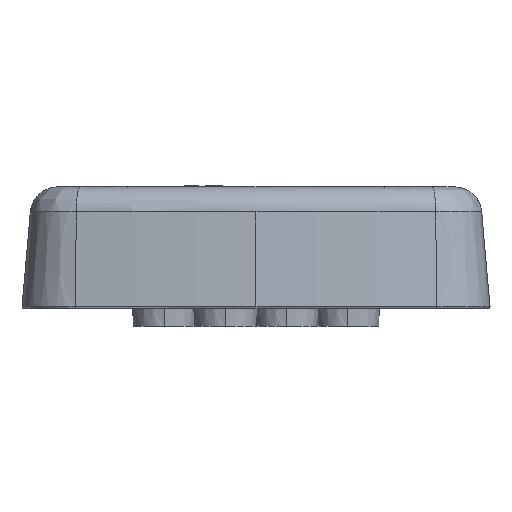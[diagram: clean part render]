
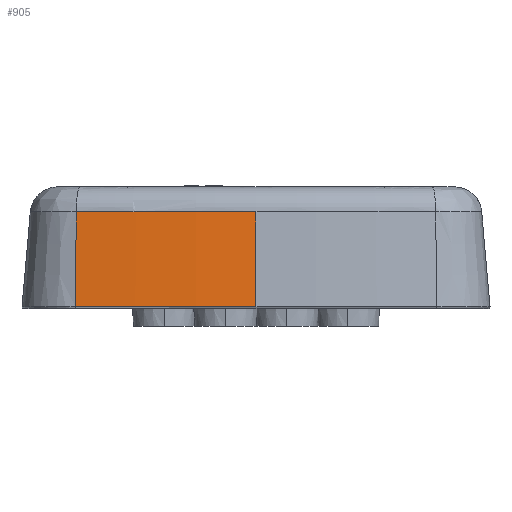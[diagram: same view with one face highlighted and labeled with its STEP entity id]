
A CAD part, front view. The second image highlights one B-rep face of the part: STEP entity #905.
In plain terms, the highlighted conical face has half-angle 5 degrees and reference radius 182.518 mm.
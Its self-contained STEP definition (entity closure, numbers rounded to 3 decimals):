
#330=AXIS2_PLACEMENT_3D('Circle Axis2P3D',#328,#329,$) ;
#878=AXIS2_PLACEMENT_3D('Cone Axis2P3D',#875,#876,#877) ;
#896=AXIS2_PLACEMENT_3D('Circle Axis2P3D',#894,#895,$) ;
#325=CARTESIAN_POINT('Vertex',(6.737,2.401,14.196)) ;
#328=CARTESIAN_POINT('Axis2P3D Location',(29.033,183.033,14.196)) ;
#332=CARTESIAN_POINT('Vertex',(29.033,1.031,14.196)) ;
#875=CARTESIAN_POINT('Axis2P3D Location',(29.033,183.033,8.307)) ;
#880=CARTESIAN_POINT('Line Origine',(29.033,-43486.097,-497045.946)) ;
#884=CARTESIAN_POINT('Vertex',(29.033,0.,2.417)) ;
#887=CARTESIAN_POINT('Line Origine',(-5320.746,-43157.165,-497045.946)) ;
#891=CARTESIAN_POINT('Vertex',(6.611,1.379,2.417)) ;
#894=CARTESIAN_POINT('Axis2P3D Location',(29.033,183.033,2.417)) ;
#329=DIRECTION('Axis2P3D Direction',(0.,-0.,1.)) ;
#876=DIRECTION('Axis2P3D Direction',(0.,0.,-1.)) ;
#877=DIRECTION('Axis2P3D XDirection',(0.,-1.,0.)) ;
#881=DIRECTION('Vector Direction',(0.,-0.087,-0.996)) ;
#888=DIRECTION('Vector Direction',(-0.011,-0.086,-0.996)) ;
#895=DIRECTION('Axis2P3D Direction',(0.,0.,-1.)) ;
#882=VECTOR('Line Direction',#881,1.) ;
#889=VECTOR('Line Direction',#888,1.) ;
#900=ORIENTED_EDGE('',*,*,#886,.F.) ;
#901=ORIENTED_EDGE('',*,*,#334,.F.) ;
#902=ORIENTED_EDGE('',*,*,#893,.T.) ;
#903=ORIENTED_EDGE('',*,*,#898,.F.) ;
#905=ADVANCED_FACE('CABTITE EP 24/32 GY',(#904),#879,.T.) ;
#331=CIRCLE('generated circle',#330,182.003) ;
#897=CIRCLE('generated circle',#896,183.033) ;
#879=CONICAL_SURFACE('Cone',#878,182.518,0.087) ;
#334=EDGE_CURVE('',#326,#333,#331,.T.) ;
#886=EDGE_CURVE('',#333,#885,#883,.T.) ;
#893=EDGE_CURVE('',#326,#892,#890,.T.) ;
#898=EDGE_CURVE('',#885,#892,#897,.T.) ;
#899=EDGE_LOOP('',(#900,#901,#902,#903)) ;
#904=FACE_OUTER_BOUND('',#899,.T.) ;
#883=LINE('Line',#880,#882) ;
#890=LINE('Line',#887,#889) ;
#326=VERTEX_POINT('',#325) ;
#333=VERTEX_POINT('',#332) ;
#885=VERTEX_POINT('',#884) ;
#892=VERTEX_POINT('',#891) ;
